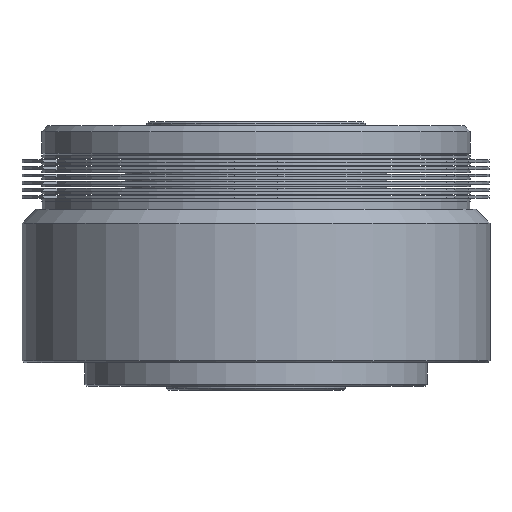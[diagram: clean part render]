
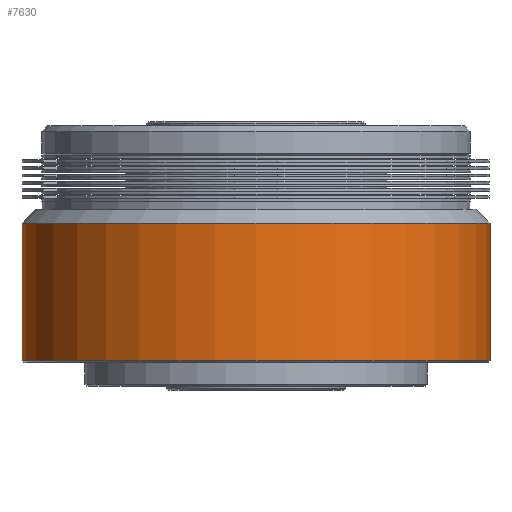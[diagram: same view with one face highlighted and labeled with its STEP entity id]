
A CAD part, front view. The second image highlights one B-rep face of the part: STEP entity #7630.
In plain terms, the highlighted cylindrical face has radius 117.5 mm (diameter 235 mm), a partial arc.
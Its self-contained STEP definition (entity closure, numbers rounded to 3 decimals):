
#578 = CARTESIAN_POINT ( 'NONE',  ( 0., 0., 82. ) ) ;
#709 = DIRECTION ( 'NONE',  ( 1., 0., 0. ) ) ;
#710 = DIRECTION ( 'NONE',  ( 0., 0., -1. ) ) ;
#711 = AXIS2_PLACEMENT_3D ( 'NONE', #578, #710, #709 ) ;
#712 = CIRCLE ( 'NONE', #711, 117.5 ) ;
#779 = DIRECTION ( 'NONE',  ( -1., 0., 0. ) ) ;
#780 = DIRECTION ( 'NONE',  ( 0., 0., 1. ) ) ;
#796 = CARTESIAN_POINT ( 'NONE',  ( 0., 0., 13. ) ) ;
#797 = AXIS2_PLACEMENT_3D ( 'NONE', #796, #780, #779 ) ;
#798 = CIRCLE ( 'NONE', #797, 117.5 ) ;
#824 = DIRECTION ( 'NONE',  ( -1., 0., 0. ) ) ;
#825 = DIRECTION ( 'NONE',  ( 0., 0., -1. ) ) ;
#826 = AXIS2_PLACEMENT_3D ( 'NONE', #918, #825, #824 ) ;
#918 = CARTESIAN_POINT ( 'NONE',  ( 0., 0., 89. ) ) ;
#919 = CYLINDRICAL_SURFACE ( 'NONE', #826, 117.5 ) ;
#925 = FACE_OUTER_BOUND ( 'NONE', #7631, .T. ) ;
#5750 = EDGE_CURVE ( 'NONE', #5753, #5754, #9470, .T. ) ;
#5752 = VERTEX_POINT ( 'NONE', #9519 ) ;
#5753 = VERTEX_POINT ( 'NONE', #9518 ) ;
#5754 = VERTEX_POINT ( 'NONE', #9517 ) ;
#5756 = VERTEX_POINT ( 'NONE', #9605 ) ;
#5760 = EDGE_CURVE ( 'NONE', #5752, #5756, #9576, .T. ) ;
#7345 = EDGE_CURVE ( 'NONE', #5753, #5752, #712, .T. ) ;
#7534 = EDGE_CURVE ( 'NONE', #5756, #5754, #798, .T. ) ;
#7614 = ORIENTED_EDGE ( 'NONE', *, *, #7534, .T. ) ;
#7630 = ADVANCED_FACE ( 'NONE', ( #925 ), #919, .T. ) ;
#7631 = EDGE_LOOP ( 'NONE', ( #7632, #7633, #7634, #7614 ) ) ;
#7632 = ORIENTED_EDGE ( 'NONE', *, *, #5750, .F. ) ;
#7633 = ORIENTED_EDGE ( 'NONE', *, *, #7345, .T. ) ;
#7634 = ORIENTED_EDGE ( 'NONE', *, *, #5760, .T. ) ;
#9470 = LINE ( 'NONE', #9523, #9522 ) ;
#9517 = CARTESIAN_POINT ( 'NONE',  ( 117.5, 0., 13. ) ) ;
#9518 = CARTESIAN_POINT ( 'NONE',  ( 117.5, 0., 82. ) ) ;
#9519 = CARTESIAN_POINT ( 'NONE',  ( -117.5, 0., 82. ) ) ;
#9521 = DIRECTION ( 'NONE',  ( 0., 0., -1. ) ) ;
#9522 = VECTOR ( 'NONE', #9521, 1000. ) ;
#9523 = CARTESIAN_POINT ( 'NONE',  ( 117.5, 0., 89. ) ) ;
#9575 = CARTESIAN_POINT ( 'NONE',  ( -117.5, 0., 89. ) ) ;
#9576 = LINE ( 'NONE', #9575, #9579 ) ;
#9578 = DIRECTION ( 'NONE',  ( 0., 0., -1. ) ) ;
#9579 = VECTOR ( 'NONE', #9578, 1000. ) ;
#9605 = CARTESIAN_POINT ( 'NONE',  ( -117.5, 0., 13. ) ) ;
